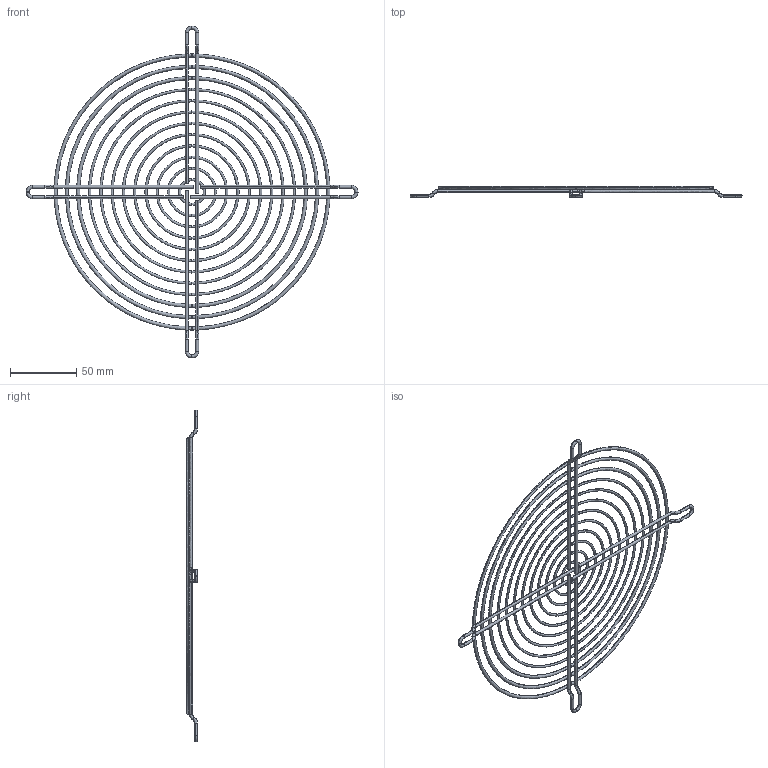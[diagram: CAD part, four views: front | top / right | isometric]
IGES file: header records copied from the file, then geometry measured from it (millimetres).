
Start section: SolidWorks IGES file using analytic representation for surfaces
Global section: file name: SC100_W3.IGS; native system: SolidWorks 2021; preprocessor: SolidWorks 2021; author: Valued Customer; date: 230601.105235; units: millimetre
Bounding box: 250 x 8.21 x 250 mm (x, y, z)
Surface area: 32418.3 mm2 (no closed solid volume)
Topology: 0 solids, 0 shells, 136 faces, 4439 edges, 4439 vertices
Faces by surface type: bspline 104, revolution 32
